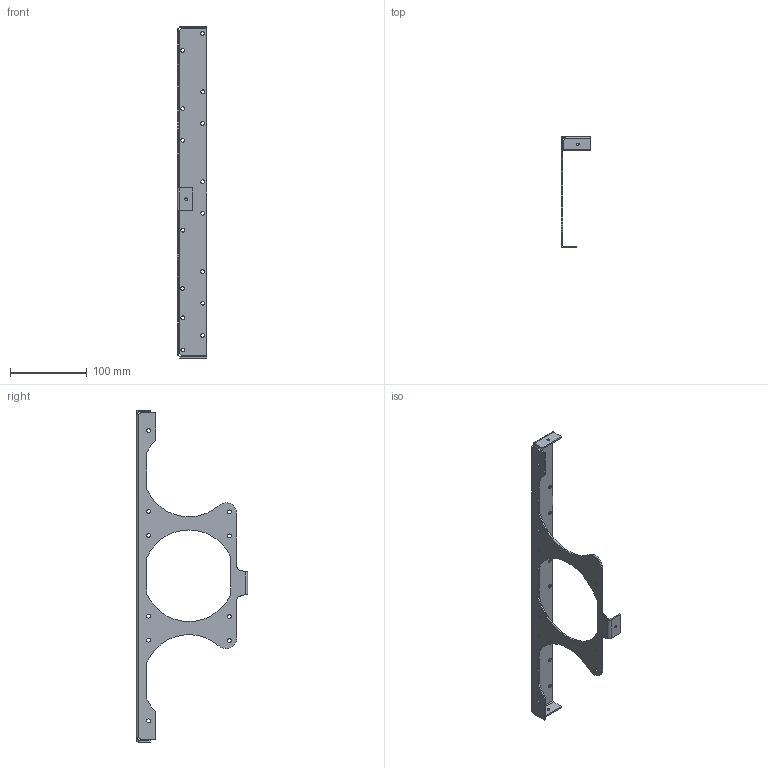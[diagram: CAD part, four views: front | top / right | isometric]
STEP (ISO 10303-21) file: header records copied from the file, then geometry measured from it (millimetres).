
FILE_DESCRIPTION(/* description */ (''),/* implementation_level */ '2;1');
FILE_NAME(/* name */ '34_Cage_Mount_Bg.step',/* time_stamp */ '2024-11-18T04:01:11-07:00',/* author */ (''),/* organization */ (''),/* preprocessor_version */ 'ST-DEVELOPER v20',/* originating_system */ 'Autodesk Translation Framework v13.20.0.188',/* authorisation */ '');
FILE_SCHEMA (('AUTOMOTIVE_DESIGN { 1 0 10303 214 3 1 1 }'));
Length unit declared in the file: inch
Products named in the file (1): Rear IO Reccessed Copy (1)
Bounding box: 38.99 x 144.57 x 431.55 mm (x, y, z)
Volume: 67136.7 mm3; surface area: 70443.6 mm2
Topology: 1 solids, 1 shells, 93 faces, 253 edges, 162 vertices
Faces by surface type: cylinder 57, plane 32, bspline 4
Full cylindrical faces by diameter (mm): 3.302 x1, 3.454 x2, 4.9 x16, 4.92 x2, 5.005 x2, 5.012 x1, 5.015 x2, 5.023 x2, 5.078 x1
Entity records: 3232 total; most frequent: CARTESIAN_POINT 661, DIRECTION 531, ORIENTED_EDGE 506, EDGE_CURVE 253, AXIS2_PLACEMENT_3D 196, VERTEX_POINT 162, EDGE_LOOP 153, LINE 139
